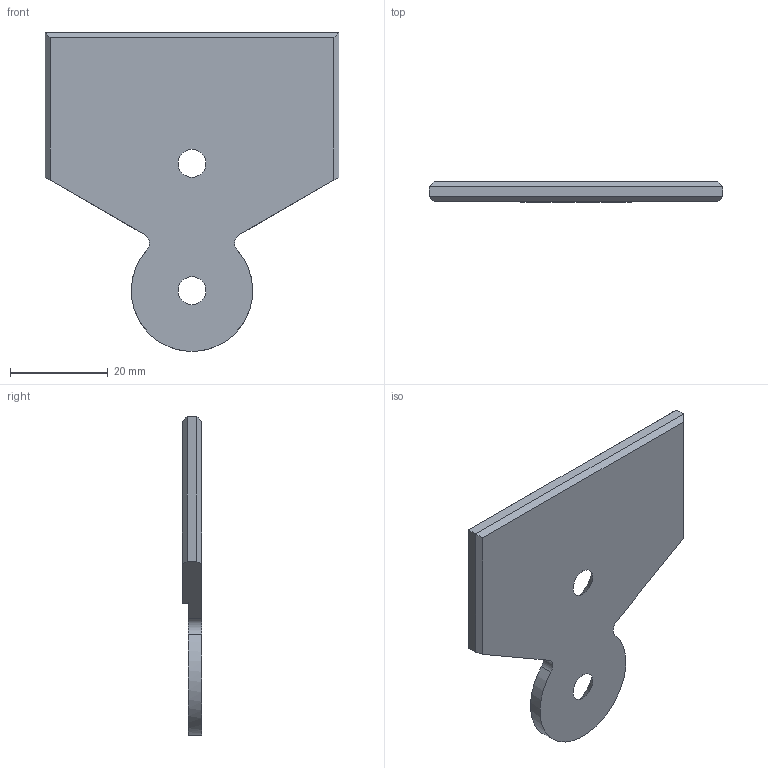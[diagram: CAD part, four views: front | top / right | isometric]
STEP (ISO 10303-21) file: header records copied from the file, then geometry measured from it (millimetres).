
FILE_DESCRIPTION((''),'2;1');
FILE_NAME('CAD-9255','2025-02-14T10:56:49',('creinig-se'),(''),'CREO PARAMETRIC BY PTC INC, 2022284','CREO PARAMETRIC BY PTC INC, 2022284','');
FILE_SCHEMA(('CONFIG_CONTROL_DESIGN','SHAPE_APPEARANCE_LAYERS_GROUPS'));
Length unit declared in the file: millimetre
Products named in the file (1): CAD-9255
Bounding box: 60 x 4 x 65.1 mm (x, y, z)
Volume: 8871.8 mm3; surface area: 6185.5 mm2
Topology: 1 solids, 1 shells, 30 faces, 81 edges, 53 vertices
Faces by surface type: plane 19, cylinder 7, cone 4
Entity records: 1276 total; most frequent: DIRECTION 164, CARTESIAN_POINT 164, ORIENTED_EDGE 162, PRESENTATION_STYLE_ASSIGNMENT 82, STYLED_ITEM 82, CURVE_STYLE 81, EDGE_CURVE 81, VECTOR 58
